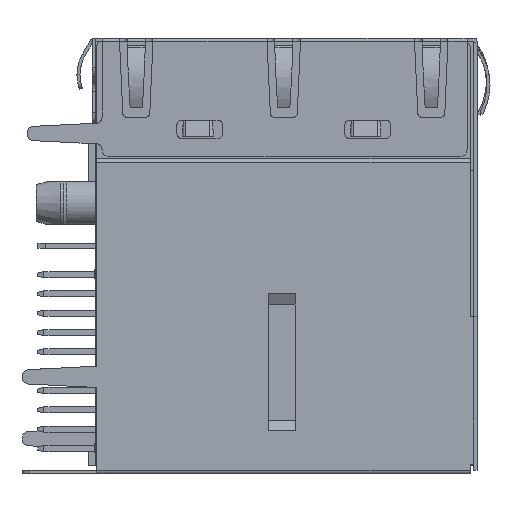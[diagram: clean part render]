
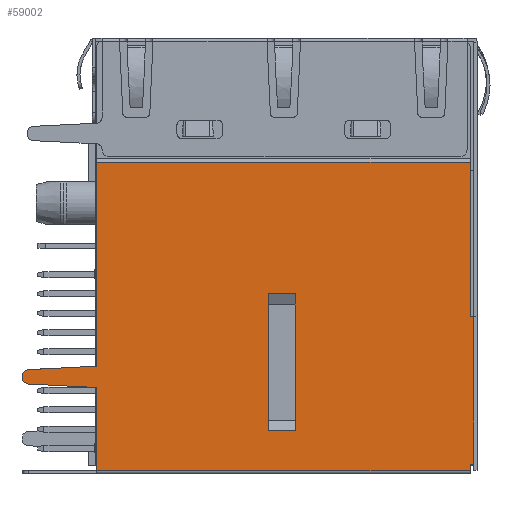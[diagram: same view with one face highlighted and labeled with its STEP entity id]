
A CAD part, left-side view. The second image highlights one B-rep face of the part: STEP entity #59002.
In plain terms, the highlighted face is planar.
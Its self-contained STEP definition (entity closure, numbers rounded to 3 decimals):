
#56812=DIRECTION('',(0.,1.,0.));
#56813=VECTOR('',#56812,24.569);
#56814=CARTESIAN_POINT('',(15.652,0.,-28.261));
#56815=LINE('',#56814,#56813);
#56820=CARTESIAN_POINT('',(15.652,-4.454,-22.1));
#56821=DIRECTION('',(-1.,0.,0.));
#56822=DIRECTION('',(0.,-0.051,-0.999));
#56823=AXIS2_PLACEMENT_3D('',#56820,#56821,#56822);
#56825=DIRECTION('',(0.,0.,1.));
#56826=VECTOR('',#56825,0.046);
#56827=CARTESIAN_POINT('',(15.652,-4.904,-22.1));
#56828=LINE('',#56827,#56826);
#56829=CARTESIAN_POINT('',(15.652,-4.454,-22.054));
#56830=DIRECTION('',(-1.,0.,0.));
#56831=DIRECTION('',(0.,-1.,0.));
#56832=AXIS2_PLACEMENT_3D('',#56829,#56830,#56831);
#56834=DIRECTION('',(0.,0.999,0.051));
#56835=VECTOR('',#56834,4.483);
#56836=CARTESIAN_POINT('',(15.652,-4.477,-21.604));
#56837=LINE('',#56836,#56835);
#56838=DIRECTION('',(0.,0.,1.));
#56839=VECTOR('',#56838,13.42);
#56840=CARTESIAN_POINT('',(15.652,0.,-21.376));
#56841=LINE('',#56840,#56839);
#56842=DIRECTION('',(0.,1.,0.));
#56843=VECTOR('',#56842,24.569);
#56844=CARTESIAN_POINT('',(15.652,0.,-7.956));
#56845=LINE('',#56844,#56843);
#56846=DIRECTION('',(0.,0.,1.));
#56847=VECTOR('',#56846,5.484);
#56848=CARTESIAN_POINT('',(15.652,0.,-28.261));
#56849=LINE('',#56848,#56847);
#56850=DIRECTION('',(0.,-0.999,0.051));
#56851=VECTOR('',#56850,4.483);
#56852=CARTESIAN_POINT('',(15.652,0.,-22.777));
#56853=LINE('',#56852,#56851);
#56854=DIRECTION('',(0.,0.,1.));
#56855=VECTOR('',#56854,8.978);
#56856=CARTESIAN_POINT('',(15.652,13.08,-25.605));
#56857=LINE('',#56856,#56855);
#56858=DIRECTION('',(0.,-1.,0.));
#56859=VECTOR('',#56858,1.801);
#56860=CARTESIAN_POINT('',(15.652,13.08,-16.627));
#56861=LINE('',#56860,#56859);
#56862=DIRECTION('',(0.,0.,-1.));
#56863=VECTOR('',#56862,8.978);
#56864=CARTESIAN_POINT('',(15.652,11.279,-16.627));
#56865=LINE('',#56864,#56863);
#56866=DIRECTION('',(0.,1.,0.));
#56867=VECTOR('',#56866,1.801);
#56868=CARTESIAN_POINT('',(15.652,11.279,-25.605));
#56869=LINE('',#56868,#56867);
#57038=DIRECTION('',(0.,0.,1.));
#57039=VECTOR('',#57038,0.44);
#57040=CARTESIAN_POINT('',(15.652,24.569,-28.261));
#57041=LINE('',#57040,#57039);
#57067=DIRECTION('',(0.,1.,0.));
#57068=VECTOR('',#57067,0.25);
#57069=CARTESIAN_POINT('',(15.652,24.569,-27.821));
#57070=LINE('',#57069,#57068);
#57075=DIRECTION('',(0.,0.,1.));
#57076=VECTOR('',#57075,9.707);
#57077=CARTESIAN_POINT('',(15.652,24.819,-27.821));
#57078=LINE('',#57077,#57076);
#57083=DIRECTION('',(0.,-1.,0.));
#57084=VECTOR('',#57083,0.25);
#57085=CARTESIAN_POINT('',(15.652,24.819,-18.114));
#57086=LINE('',#57085,#57084);
#57087=DIRECTION('',(0.,0.,1.));
#57088=VECTOR('',#57087,10.158);
#57089=CARTESIAN_POINT('',(15.652,24.569,-18.114));
#57090=LINE('',#57089,#57088);
#58486=CARTESIAN_POINT('',(15.652,0.,-28.261));
#58488=VERTEX_POINT('',#58486);
#58498=CARTESIAN_POINT('',(15.652,0.,-22.777));
#58499=VERTEX_POINT('',#58498);
#58500=CARTESIAN_POINT('',(15.652,24.569,-28.261));
#58501=VERTEX_POINT('',#58500);
#58504=CARTESIAN_POINT('',(15.652,-4.477,-22.549));
#58505=CARTESIAN_POINT('',(15.652,-4.904,-22.1));
#58506=VERTEX_POINT('',#58504);
#58507=VERTEX_POINT('',#58505);
#58508=CARTESIAN_POINT('',(15.652,-4.904,-22.054));
#58509=VERTEX_POINT('',#58508);
#58510=CARTESIAN_POINT('',(15.652,-4.477,-21.604));
#58511=VERTEX_POINT('',#58510);
#58512=CARTESIAN_POINT('',(15.652,0.,-21.376));
#58513=VERTEX_POINT('',#58512);
#58514=CARTESIAN_POINT('',(15.652,0.,-7.956));
#58515=VERTEX_POINT('',#58514);
#58516=CARTESIAN_POINT('',(15.652,24.569,-7.956));
#58517=VERTEX_POINT('',#58516);
#58518=CARTESIAN_POINT('',(15.652,24.569,-18.114));
#58519=VERTEX_POINT('',#58518);
#58520=CARTESIAN_POINT('',(15.652,24.819,-18.114));
#58521=VERTEX_POINT('',#58520);
#58522=CARTESIAN_POINT('',(15.652,24.819,-27.821));
#58523=VERTEX_POINT('',#58522);
#58524=CARTESIAN_POINT('',(15.652,24.569,-27.821));
#58525=VERTEX_POINT('',#58524);
#58526=CARTESIAN_POINT('',(15.652,13.08,-25.605));
#58527=CARTESIAN_POINT('',(15.652,13.08,-16.627));
#58528=VERTEX_POINT('',#58526);
#58529=VERTEX_POINT('',#58527);
#58530=CARTESIAN_POINT('',(15.652,11.279,-16.627));
#58531=VERTEX_POINT('',#58530);
#58532=CARTESIAN_POINT('',(15.652,11.279,-25.605));
#58533=VERTEX_POINT('',#58532);
#58959=CARTESIAN_POINT('',(15.652,-4.904,-7.906));
#58960=DIRECTION('',(1.,0.,0.));
#58961=DIRECTION('',(0.,0.,-1.));
#58962=AXIS2_PLACEMENT_3D('',#58959,#58960,#58961);
#58963=PLANE('',#58962);
#58965=ORIENTED_EDGE('',*,*,#58964,.T.);
#58967=ORIENTED_EDGE('',*,*,#58966,.T.);
#58969=ORIENTED_EDGE('',*,*,#58968,.T.);
#58971=ORIENTED_EDGE('',*,*,#58970,.T.);
#58973=ORIENTED_EDGE('',*,*,#58972,.T.);
#58975=ORIENTED_EDGE('',*,*,#58974,.T.);
#58977=ORIENTED_EDGE('',*,*,#58976,.F.);
#58979=ORIENTED_EDGE('',*,*,#58978,.F.);
#58981=ORIENTED_EDGE('',*,*,#58980,.F.);
#58983=ORIENTED_EDGE('',*,*,#58982,.F.);
#58985=ORIENTED_EDGE('',*,*,#58984,.F.);
#58986=ORIENTED_EDGE('',*,*,#58950,.F.);
#58987=ORIENTED_EDGE('',*,*,#58939,.T.);
#58989=ORIENTED_EDGE('',*,*,#58988,.T.);
#58990=EDGE_LOOP('',(#58965,#58967,#58969,#58971,#58973,#58975,#58977,#58979,
#58981,#58983,#58985,#58986,#58987,#58989));
#58991=FACE_OUTER_BOUND('',#58990,.F.);
#58993=ORIENTED_EDGE('',*,*,#58992,.T.);
#58995=ORIENTED_EDGE('',*,*,#58994,.T.);
#58997=ORIENTED_EDGE('',*,*,#58996,.T.);
#58999=ORIENTED_EDGE('',*,*,#58998,.T.);
#59000=EDGE_LOOP('',(#58993,#58995,#58997,#58999));
#59001=FACE_BOUND('',#59000,.F.);
#59002=ADVANCED_FACE('',(#58991,#59001),#58963,.T.);
#56824=CIRCLE('',#56823,0.45);
#56833=CIRCLE('',#56832,0.45);
#58939=EDGE_CURVE('',#58488,#58499,#56849,.T.);
#58950=EDGE_CURVE('',#58488,#58501,#56815,.T.);
#58964=EDGE_CURVE('',#58506,#58507,#56824,.T.);
#58966=EDGE_CURVE('',#58507,#58509,#56828,.T.);
#58968=EDGE_CURVE('',#58509,#58511,#56833,.T.);
#58970=EDGE_CURVE('',#58511,#58513,#56837,.T.);
#58972=EDGE_CURVE('',#58513,#58515,#56841,.T.);
#58974=EDGE_CURVE('',#58515,#58517,#56845,.T.);
#58976=EDGE_CURVE('',#58519,#58517,#57090,.T.);
#58978=EDGE_CURVE('',#58521,#58519,#57086,.T.);
#58980=EDGE_CURVE('',#58523,#58521,#57078,.T.);
#58982=EDGE_CURVE('',#58525,#58523,#57070,.T.);
#58984=EDGE_CURVE('',#58501,#58525,#57041,.T.);
#58988=EDGE_CURVE('',#58499,#58506,#56853,.T.);
#58992=EDGE_CURVE('',#58528,#58529,#56857,.T.);
#58994=EDGE_CURVE('',#58529,#58531,#56861,.T.);
#58996=EDGE_CURVE('',#58531,#58533,#56865,.T.);
#58998=EDGE_CURVE('',#58533,#58528,#56869,.T.);
